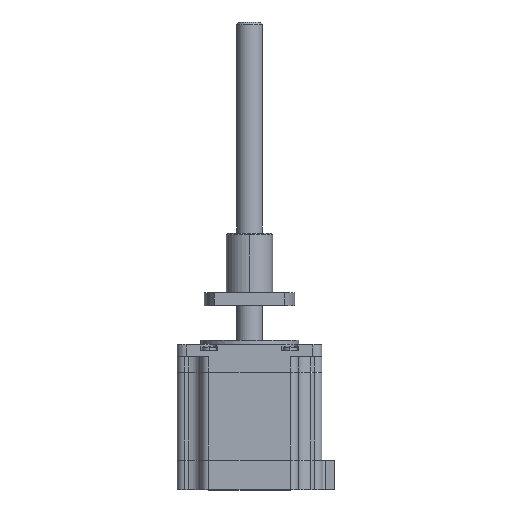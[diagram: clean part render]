
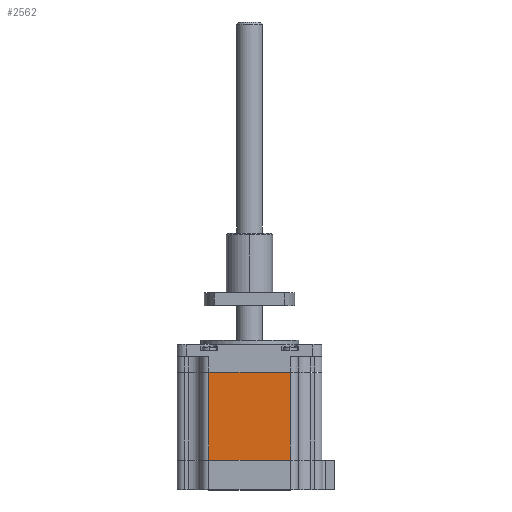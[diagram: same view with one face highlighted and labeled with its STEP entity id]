
A CAD part, top view. The second image highlights one B-rep face of the part: STEP entity #2562.
In plain terms, the highlighted planar face has unit normal (0, 0, 1).
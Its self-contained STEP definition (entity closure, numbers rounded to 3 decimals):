
#31 = DIRECTION ( 'NONE',  ( 0., 1., 0. ) ) ;
#639 = AXIS2_PLACEMENT_3D ( 'NONE', #11672, #5361, #12731 ) ;
#661 = EDGE_LOOP ( 'NONE', ( #12519, #2343, #724, #10461 ) ) ;
#724 = ORIENTED_EDGE ( 'NONE', *, *, #1407, .F. ) ;
#1051 = VECTOR ( 'NONE', #1556, 1000. ) ;
#1304 = VECTOR ( 'NONE', #5856, 1000. ) ;
#1377 = DIRECTION ( 'NONE',  ( -1., 0., 0. ) ) ;
#1407 = EDGE_CURVE ( 'NONE', #6255, #13255, #4468, .T. ) ;
#1479 = EDGE_CURVE ( 'NONE', #13255, #5495, #3809, .T. ) ;
#1556 = DIRECTION ( 'NONE',  ( 0., 1., 0. ) ) ;
#1805 = EDGE_CURVE ( 'NONE', #6255, #7494, #7878, .T. ) ;
#2343 = ORIENTED_EDGE ( 'NONE', *, *, #1479, .F. ) ;
#2562 = ADVANCED_FACE ( 'NONE', ( #9669 ), #7438, .F. ) ;
#3809 = LINE ( 'NONE', #7786, #1051 ) ;
#3915 = EDGE_CURVE ( 'NONE', #7494, #5495, #4742, .T. ) ;
#4189 = CARTESIAN_POINT ( 'NONE',  ( -0.579, -60.672, 91.75 ) ) ;
#4425 = CARTESIAN_POINT ( 'NONE',  ( -0.579, -60.672, 91.75 ) ) ;
#4468 = LINE ( 'NONE', #7611, #10045 ) ;
#4742 = LINE ( 'NONE', #7921, #1304 ) ;
#5093 = VECTOR ( 'NONE', #31, 1000. ) ;
#5361 = DIRECTION ( 'NONE',  ( 0., 0., -1. ) ) ;
#5495 = VERTEX_POINT ( 'NONE', #7426 ) ;
#5856 = DIRECTION ( 'NONE',  ( -1., 0., 0. ) ) ;
#6255 = VERTEX_POINT ( 'NONE', #4425 ) ;
#7426 = CARTESIAN_POINT ( 'NONE',  ( -32.179, -26.672, 91.75 ) ) ;
#7438 = PLANE ( 'NONE',  #639 ) ;
#7494 = VERTEX_POINT ( 'NONE', #11229 ) ;
#7611 = CARTESIAN_POINT ( 'NONE',  ( -0.579, -60.672, 91.75 ) ) ;
#7786 = CARTESIAN_POINT ( 'NONE',  ( -32.179, -60.672, 91.75 ) ) ;
#7878 = LINE ( 'NONE', #4189, #5093 ) ;
#7921 = CARTESIAN_POINT ( 'NONE',  ( -0.579, -26.672, 91.75 ) ) ;
#9669 = FACE_OUTER_BOUND ( 'NONE', #661, .T. ) ;
#10045 = VECTOR ( 'NONE', #1377, 1000. ) ;
#10461 = ORIENTED_EDGE ( 'NONE', *, *, #1805, .T. ) ;
#11229 = CARTESIAN_POINT ( 'NONE',  ( -0.579, -26.672, 91.75 ) ) ;
#11555 = CARTESIAN_POINT ( 'NONE',  ( -32.179, -60.672, 91.75 ) ) ;
#11672 = CARTESIAN_POINT ( 'NONE',  ( -0.579, -60.672, 91.75 ) ) ;
#12519 = ORIENTED_EDGE ( 'NONE', *, *, #3915, .T. ) ;
#12731 = DIRECTION ( 'NONE',  ( 0., -1., 0. ) ) ;
#13255 = VERTEX_POINT ( 'NONE', #11555 ) ;
